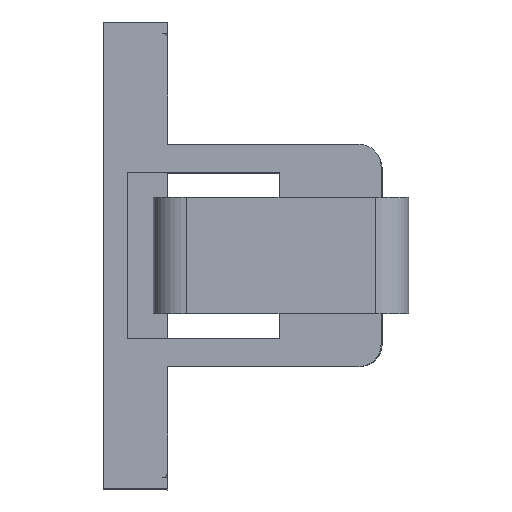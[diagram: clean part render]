
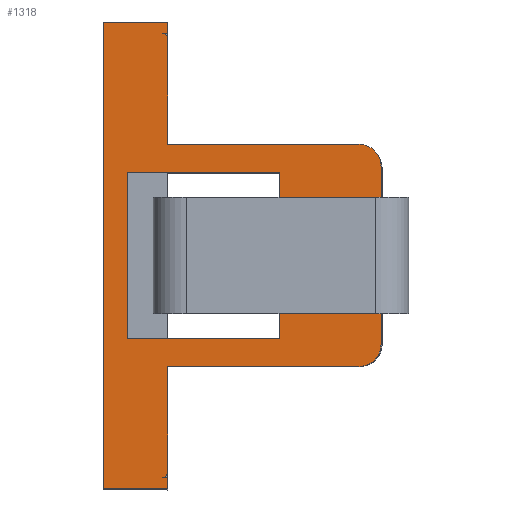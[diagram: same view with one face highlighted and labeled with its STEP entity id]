
A CAD part, left-side view. The second image highlights one B-rep face of the part: STEP entity #1318.
In plain terms, the highlighted face is planar.
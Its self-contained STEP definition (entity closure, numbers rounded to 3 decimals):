
#46=FACE_BOUND('',#201,.T.);
#69=PLANE('',#1479);
#125=FACE_OUTER_BOUND('',#200,.T.);
#200=EDGE_LOOP('',(#1050,#1051,#1052,#1053,#1054,#1055,#1056,#1057,#1058,
#1059,#1060,#1061,#1062,#1063,#1064,#1065));
#201=EDGE_LOOP('',(#1066,#1067,#1068,#1069));
#293=LINE('',#2057,#441);
#311=LINE('',#2101,#459);
#312=LINE('',#2104,#460);
#314=LINE('',#2108,#462);
#315=LINE('',#2112,#463);
#316=LINE('',#2114,#464);
#317=LINE('',#2116,#465);
#318=LINE('',#2118,#466);
#319=LINE('',#2120,#467);
#320=LINE('',#2122,#468);
#321=LINE('',#2124,#469);
#322=LINE('',#2127,#470);
#323=LINE('',#2130,#471);
#324=LINE('',#2132,#472);
#325=LINE('',#2134,#473);
#326=LINE('',#2135,#474);
#441=VECTOR('',#1674,16.);
#459=VECTOR('',#1706,11.7);
#460=VECTOR('',#1709,11.7);
#462=VECTOR('',#1713,9.5);
#463=VECTOR('',#1716,10.);
#464=VECTOR('',#1717,10.);
#465=VECTOR('',#1718,10.);
#466=VECTOR('',#1719,40.);
#467=VECTOR('',#1720,10.);
#468=VECTOR('',#1721,10.);
#469=VECTOR('',#1722,10.);
#470=VECTOR('',#1725,9.5);
#471=VECTOR('',#1726,15.);
#472=VECTOR('',#1727,13.7);
#473=VECTOR('',#1728,15.);
#474=VECTOR('',#1729,13.7);
#558=CIRCLE('',#1469,2.);
#562=CIRCLE('',#1476,2.);
#563=CIRCLE('',#1480,0.5);
#564=CIRCLE('',#1481,0.5);
#624=VERTEX_POINT('',#2047);
#625=VERTEX_POINT('',#2049);
#627=VERTEX_POINT('',#2055);
#645=VERTEX_POINT('',#2095);
#646=VERTEX_POINT('',#2099);
#647=VERTEX_POINT('',#2103);
#648=VERTEX_POINT('',#2107);
#649=VERTEX_POINT('',#2109);
#650=VERTEX_POINT('',#2111);
#651=VERTEX_POINT('',#2113);
#652=VERTEX_POINT('',#2115);
#653=VERTEX_POINT('',#2117);
#654=VERTEX_POINT('',#2119);
#655=VERTEX_POINT('',#2121);
#656=VERTEX_POINT('',#2123);
#657=VERTEX_POINT('',#2125);
#658=VERTEX_POINT('',#2128);
#659=VERTEX_POINT('',#2129);
#660=VERTEX_POINT('',#2131);
#661=VERTEX_POINT('',#2133);
#767=EDGE_CURVE('',#624,#625,#558,.T.);
#771=EDGE_CURVE('',#624,#627,#293,.T.);
#790=EDGE_CURVE('',#645,#627,#562,.T.);
#793=EDGE_CURVE('',#645,#646,#311,.T.);
#794=EDGE_CURVE('',#647,#625,#312,.T.);
#796=EDGE_CURVE('',#646,#648,#314,.T.);
#797=EDGE_CURVE('',#649,#648,#563,.T.);
#798=EDGE_CURVE('',#649,#650,#315,.T.);
#799=EDGE_CURVE('',#650,#651,#316,.T.);
#800=EDGE_CURVE('',#652,#651,#317,.T.);
#801=EDGE_CURVE('',#652,#653,#318,.T.);
#802=EDGE_CURVE('',#654,#653,#319,.T.);
#803=EDGE_CURVE('',#655,#654,#320,.T.);
#804=EDGE_CURVE('',#655,#656,#321,.T.);
#805=EDGE_CURVE('',#656,#657,#564,.T.);
#806=EDGE_CURVE('',#657,#647,#322,.T.);
#807=EDGE_CURVE('',#658,#659,#323,.T.);
#808=EDGE_CURVE('',#660,#658,#324,.T.);
#809=EDGE_CURVE('',#661,#660,#325,.T.);
#810=EDGE_CURVE('',#659,#661,#326,.T.);
#1050=ORIENTED_EDGE('',*,*,#767,.F.);
#1051=ORIENTED_EDGE('',*,*,#771,.T.);
#1052=ORIENTED_EDGE('',*,*,#790,.F.);
#1053=ORIENTED_EDGE('',*,*,#793,.T.);
#1054=ORIENTED_EDGE('',*,*,#796,.T.);
#1055=ORIENTED_EDGE('',*,*,#797,.F.);
#1056=ORIENTED_EDGE('',*,*,#798,.T.);
#1057=ORIENTED_EDGE('',*,*,#799,.T.);
#1058=ORIENTED_EDGE('',*,*,#800,.F.);
#1059=ORIENTED_EDGE('',*,*,#801,.T.);
#1060=ORIENTED_EDGE('',*,*,#802,.F.);
#1061=ORIENTED_EDGE('',*,*,#803,.F.);
#1062=ORIENTED_EDGE('',*,*,#804,.T.);
#1063=ORIENTED_EDGE('',*,*,#805,.T.);
#1064=ORIENTED_EDGE('',*,*,#806,.T.);
#1065=ORIENTED_EDGE('',*,*,#794,.T.);
#1066=ORIENTED_EDGE('',*,*,#807,.F.);
#1067=ORIENTED_EDGE('',*,*,#808,.F.);
#1068=ORIENTED_EDGE('',*,*,#809,.F.);
#1069=ORIENTED_EDGE('',*,*,#810,.F.);
#1318=ADVANCED_FACE('',(#125,#46),#69,.T.);
#1469=AXIS2_PLACEMENT_3D('',#2050,#1667,#1668);
#1476=AXIS2_PLACEMENT_3D('',#2096,#1700,#1701);
#1479=AXIS2_PLACEMENT_3D('',#2106,#1711,#1712);
#1480=AXIS2_PLACEMENT_3D('',#2110,#1714,#1715);
#1481=AXIS2_PLACEMENT_3D('',#2126,#1723,#1724);
#1667=DIRECTION('center_axis',(0.,-1.,0.));
#1668=DIRECTION('ref_axis',(-0.707,0.,0.707));
#1674=DIRECTION('',(1.,0.,0.));
#1700=DIRECTION('center_axis',(0.,-1.,0.));
#1701=DIRECTION('ref_axis',(0.707,0.,0.707));
#1706=DIRECTION('',(0.,0.,-1.));
#1709=DIRECTION('',(0.,0.,1.));
#1711=DIRECTION('center_axis',(0.,1.,0.));
#1712=DIRECTION('ref_axis',(1.,0.,0.));
#1713=DIRECTION('',(1.,0.,0.));
#1714=DIRECTION('center_axis',(0.,-1.,0.));
#1715=DIRECTION('ref_axis',(1.,0.,0.));
#1716=DIRECTION('',(0.,0.,1.));
#1717=DIRECTION('',(1.,0.,0.));
#1718=DIRECTION('',(0.,0.,1.));
#1719=DIRECTION('',(-1.,0.,0.));
#1720=DIRECTION('',(0.,0.,-1.));
#1721=DIRECTION('',(-1.,0.,0.));
#1722=DIRECTION('',(0.,0.,-1.));
#1723=DIRECTION('center_axis',(0.,1.,0.));
#1724=DIRECTION('ref_axis',(-1.,0.,0.));
#1725=DIRECTION('',(1.,0.,0.));
#1726=DIRECTION('',(1.,0.,0.));
#1727=DIRECTION('',(0.,0.,1.));
#1728=DIRECTION('',(-1.,0.,0.));
#1729=DIRECTION('',(0.,0.,-1.));
#2047=CARTESIAN_POINT('',(-8.,22.,25.));
#2049=CARTESIAN_POINT('',(-10.,22.,23.));
#2050=CARTESIAN_POINT('Origin',(-8.,22.,23.));
#2055=CARTESIAN_POINT('',(8.,22.,25.));
#2057=CARTESIAN_POINT('',(-8.,22.,25.));
#2095=CARTESIAN_POINT('',(10.,22.,23.));
#2096=CARTESIAN_POINT('Origin',(8.,22.,23.));
#2099=CARTESIAN_POINT('',(10.,22.,5.8));
#2101=CARTESIAN_POINT('',(10.,22.,17.5));
#2103=CARTESIAN_POINT('',(-10.,22.,5.8));
#2104=CARTESIAN_POINT('',(-10.,22.,5.8));
#2106=CARTESIAN_POINT('Origin',(-24.,22.,21.45));
#2107=CARTESIAN_POINT('',(19.5,22.,5.8));
#2108=CARTESIAN_POINT('',(10.,22.,5.8));
#2109=CARTESIAN_POINT('',(20.,22.,5.3));
#2110=CARTESIAN_POINT('Origin',(19.5,22.,5.3));
#2111=CARTESIAN_POINT('',(20.,22.,5.8));
#2112=CARTESIAN_POINT('',(20.,22.,0.));
#2113=CARTESIAN_POINT('',(21.,22.,5.8));
#2114=CARTESIAN_POINT('',(20.,22.,5.8));
#2115=CARTESIAN_POINT('',(21.,22.,0.));
#2116=CARTESIAN_POINT('',(21.,22.,0.));
#2117=CARTESIAN_POINT('',(-21.,22.,0.));
#2118=CARTESIAN_POINT('',(20.,22.,0.));
#2119=CARTESIAN_POINT('',(-21.,22.,5.8));
#2120=CARTESIAN_POINT('',(-21.,22.,5.8));
#2121=CARTESIAN_POINT('',(-20.,22.,5.8));
#2122=CARTESIAN_POINT('',(-20.,22.,5.8));
#2123=CARTESIAN_POINT('',(-20.,22.,5.3));
#2124=CARTESIAN_POINT('',(-20.,22.,5.8));
#2125=CARTESIAN_POINT('',(-19.5,22.,5.8));
#2126=CARTESIAN_POINT('Origin',(-19.5,22.,5.3));
#2127=CARTESIAN_POINT('',(-19.5,22.,5.8));
#2128=CARTESIAN_POINT('',(-7.5,22.,15.9));
#2129=CARTESIAN_POINT('',(7.5,22.,15.9));
#2130=CARTESIAN_POINT('',(-7.5,22.,15.9));
#2131=CARTESIAN_POINT('',(-7.5,22.,2.2));
#2132=CARTESIAN_POINT('',(-7.5,22.,2.2));
#2133=CARTESIAN_POINT('',(7.5,22.,2.2));
#2134=CARTESIAN_POINT('',(7.5,22.,2.2));
#2135=CARTESIAN_POINT('',(7.5,22.,15.9));
